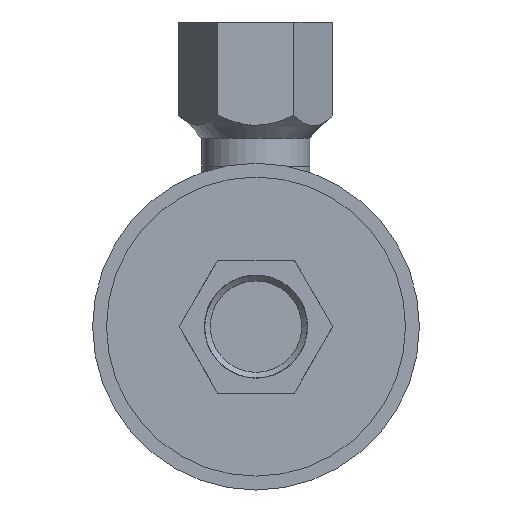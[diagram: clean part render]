
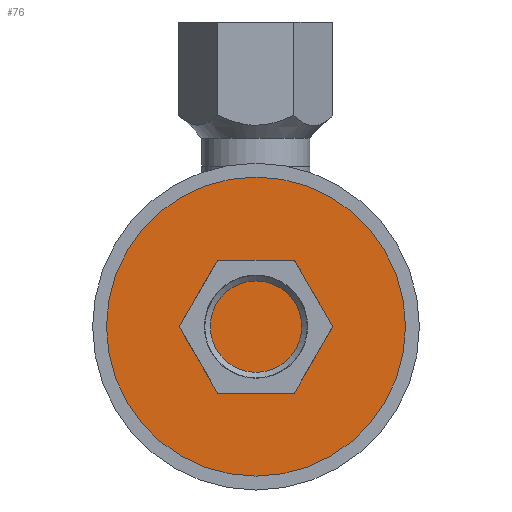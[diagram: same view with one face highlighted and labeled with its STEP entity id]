
A CAD part, front view. The second image highlights one B-rep face of the part: STEP entity #76.
In plain terms, the highlighted planar face has unit normal (0, -1, 0).
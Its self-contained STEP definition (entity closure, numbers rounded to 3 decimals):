
#76 = ADVANCED_FACE( '', ( #168 ), #169, .F. );
#168 = FACE_OUTER_BOUND( '', #286, .T. );
#169 = PLANE( '', #287 );
#286 = EDGE_LOOP( '', ( #411 ) );
#287 = AXIS2_PLACEMENT_3D( '', #412, #413, #414 );
#411 = ORIENTED_EDGE( '', *, *, #562, .F. );
#412 = CARTESIAN_POINT( '', ( 0., 33.7, 0. ) );
#413 = DIRECTION( '', ( 0., 1., 0. ) );
#414 = DIRECTION( '', ( 0., 0., 1. ) );
#562 = EDGE_CURVE( '', #630, #630, #631, .T. );
#630 = VERTEX_POINT( '', #728 );
#631 = CIRCLE( '', #729, 27. );
#728 = CARTESIAN_POINT( '', ( 27., 33.7, 0. ) );
#729 = AXIS2_PLACEMENT_3D( '', #1005, #1006, #1007 );
#1005 = CARTESIAN_POINT( '', ( 0., 33.7, 0. ) );
#1006 = DIRECTION( '', ( 0., 1., 0. ) );
#1007 = DIRECTION( '', ( 1., 0., 0. ) );
